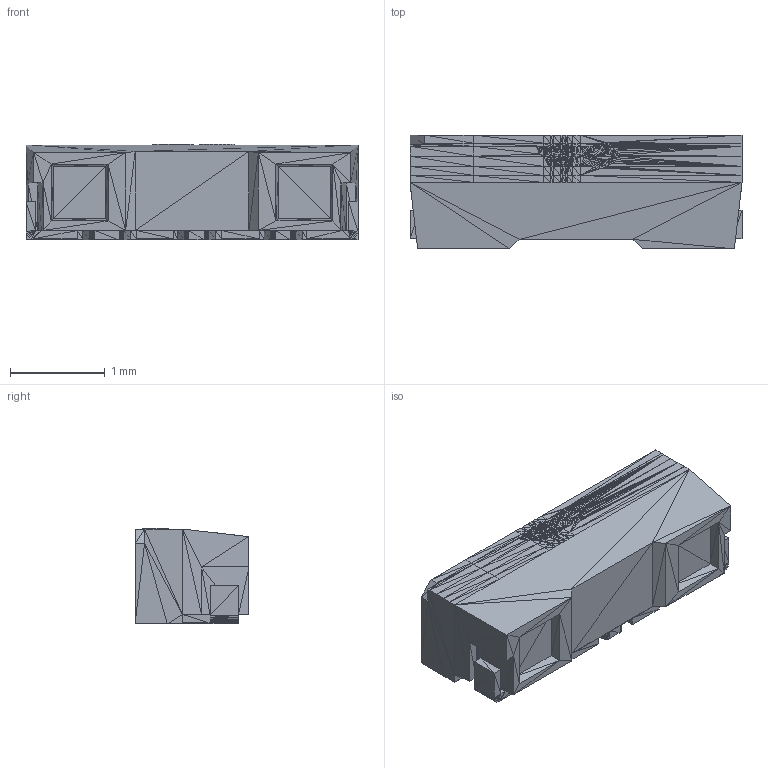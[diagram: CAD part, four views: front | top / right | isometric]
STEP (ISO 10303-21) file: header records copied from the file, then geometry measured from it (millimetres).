
FILE_DESCRIPTION(('FreeCAD Model'),'2;1');
FILE_NAME('Open CASCADE Shape Model','2023-12-01T22:56:10',('Author'),( ''),'Open CASCADE STEP processor 7.6','FreeCAD','Unknown');
FILE_SCHEMA(('AUTOMOTIVE_DESIGN { 1 0 10303 214 1 1 1 1 }'));
Products named in the file (1): FM_3510RGBA_SG001
Bounding box: 3.5 x 1.2 x 1.01 mm (x, y, z)
Surface area: 18.8 mm2 (no closed solid volume)
Topology: 0 solids, 1 shells, 3200 faces, 4816 edges, 1618 vertices
Faces by surface type: plane 3200
Entity records: 62578 total; most frequent: DIRECTION 11218, CARTESIAN_POINT 9635, ORIENTED_EDGE 9632, EDGE_CURVE 4816, LINE 4816, VECTOR 4816, AXIS2_PLACEMENT_3D 3201, ADVANCED_FACE 3200
